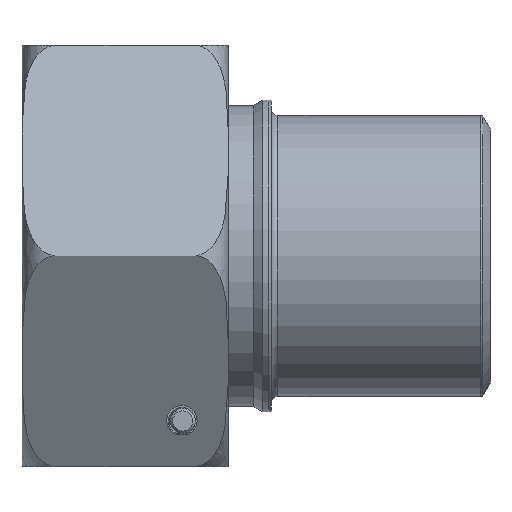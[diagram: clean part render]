
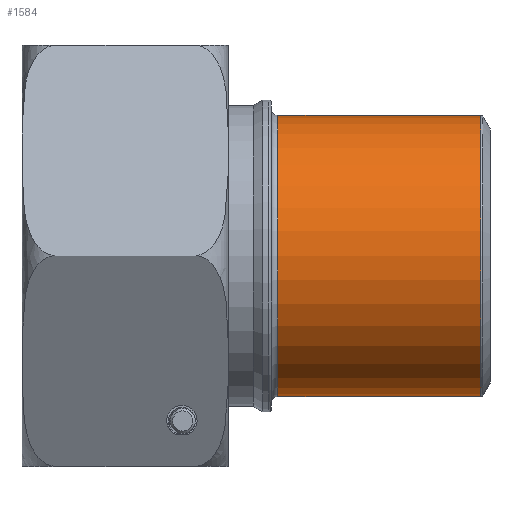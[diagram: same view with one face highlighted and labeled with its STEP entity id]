
A CAD part, top view. The second image highlights one B-rep face of the part: STEP entity #1584.
In plain terms, the highlighted cylindrical face has radius 16.7 mm (diameter 33.4 mm), a full revolution.
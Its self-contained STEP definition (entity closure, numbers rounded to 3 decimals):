
#1548=CYLINDRICAL_SURFACE('',#4885,16.7);
#1584=ADVANCED_FACE('',(#2048,#2049),#1548,.T.);
#2048=FACE_BOUND('',#2157,.T.);
#2049=FACE_BOUND('',#2158,.T.);
#2157=EDGE_LOOP('',(#2478));
#2158=EDGE_LOOP('',(#2479));
#2478=ORIENTED_EDGE('',*,*,#4178,.T.);
#2479=ORIENTED_EDGE('',*,*,#4179,.T.);
#3741=VERTEX_POINT('',#5999);
#3742=VERTEX_POINT('',#6001);
#4178=EDGE_CURVE('',#3741,#3741,#4813,.T.);
#4179=EDGE_CURVE('',#3742,#3742,#4814,.T.);
#4813=CIRCLE('',#4883,16.7);
#4814=CIRCLE('',#4884,16.7);
#4883=AXIS2_PLACEMENT_3D('',#5998,#5208,#5209);
#4884=AXIS2_PLACEMENT_3D('',#6000,#5210,#5211);
#4885=AXIS2_PLACEMENT_3D('',#6002,#5212,#5213);
#5208=DIRECTION('',(-1.,0.,0.));
#5209=DIRECTION('',(0.,0.,-1.));
#5210=DIRECTION('',(1.,0.,0.));
#5211=DIRECTION('',(0.,0.,-1.));
#5212=DIRECTION('',(-1.,0.,0.));
#5213=DIRECTION('',(0.,0.,1.));
#5998=CARTESIAN_POINT('',(51.403,0.,0.));
#5999=CARTESIAN_POINT('',(51.403,0.,-16.7));
#6000=CARTESIAN_POINT('',(27.3,0.,0.));
#6001=CARTESIAN_POINT('',(27.3,0.,-16.7));
#6002=CARTESIAN_POINT('',(0.,0.,0.));
